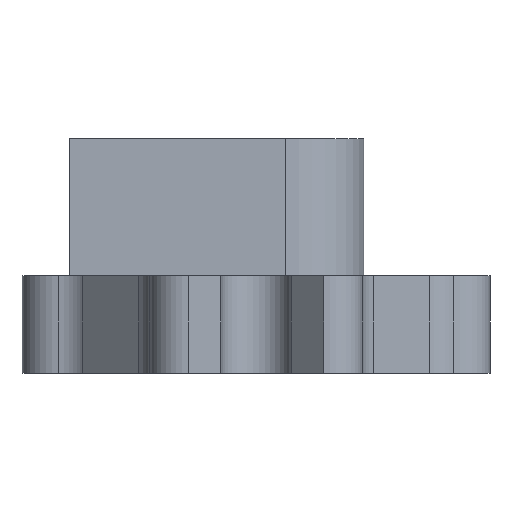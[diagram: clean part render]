
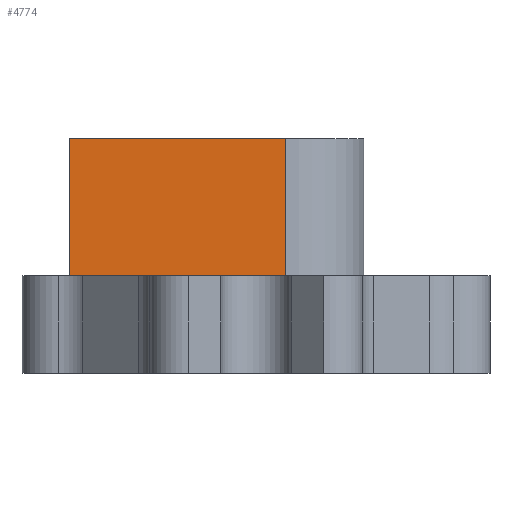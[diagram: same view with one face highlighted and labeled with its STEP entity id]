
A CAD part, front view. The second image highlights one B-rep face of the part: STEP entity #4774.
In plain terms, the highlighted planar face has unit normal (0, -1, 0).
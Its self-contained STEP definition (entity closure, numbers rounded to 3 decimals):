
#32 = PLANE('',#33);
#33 = AXIS2_PLACEMENT_3D('',#34,#35,#36);
#34 = CARTESIAN_POINT('',(-9.515,22.179,5.352
    ));
#35 = DIRECTION('',(-1.,-0.,-0.));
#36 = DIRECTION('',(0.,0.,-1.));
#97 = VERTEX_POINT('',#98);
#98 = CARTESIAN_POINT('',(-9.515,19.804,5.));
#112 = PLANE('',#113);
#113 = AXIS2_PLACEMENT_3D('',#114,#115,#116);
#114 = CARTESIAN_POINT('',(0.039,2.175,5.));
#115 = DIRECTION('',(0.,0.,1.));
#116 = DIRECTION('',(1.,0.,0.));
#124 = EDGE_CURVE('',#97,#125,#127,.T.);
#125 = VERTEX_POINT('',#126);
#126 = CARTESIAN_POINT('',(-9.515,19.804,12.));
#127 = SURFACE_CURVE('',#128,(#132,#139),.PCURVE_S1.);
#128 = LINE('',#129,#130);
#129 = CARTESIAN_POINT('',(-9.515,19.804,5.));
#130 = VECTOR('',#131,1.);
#131 = DIRECTION('',(0.,0.,1.));
#132 = PCURVE('',#32,#133);
#133 = DEFINITIONAL_REPRESENTATION('',(#134),#138);
#134 = LINE('',#135,#136);
#135 = CARTESIAN_POINT('',(0.352,2.376));
#136 = VECTOR('',#137,1.);
#137 = DIRECTION('',(-1.,0.));
#138 = ( GEOMETRIC_REPRESENTATION_CONTEXT(2) 
PARAMETRIC_REPRESENTATION_CONTEXT() REPRESENTATION_CONTEXT('2D SPACE',''
  ) );
#139 = PCURVE('',#140,#145);
#140 = PLANE('',#141);
#141 = AXIS2_PLACEMENT_3D('',#142,#143,#144);
#142 = CARTESIAN_POINT('',(-4.,19.804,8.5));
#143 = DIRECTION('',(0.,-1.,0.));
#144 = DIRECTION('',(-1.,0.,0.));
#145 = DEFINITIONAL_REPRESENTATION('',(#146),#150);
#146 = LINE('',#147,#148);
#147 = CARTESIAN_POINT('',(5.515,3.5));
#148 = VECTOR('',#149,1.);
#149 = DIRECTION('',(-0.,-1.));
#150 = ( GEOMETRIC_REPRESENTATION_CONTEXT(2) 
PARAMETRIC_REPRESENTATION_CONTEXT() REPRESENTATION_CONTEXT('2D SPACE',''
  ) );
#168 = PLANE('',#169);
#169 = AXIS2_PLACEMENT_3D('',#170,#171,#172);
#170 = CARTESIAN_POINT('',(-2.496,24.698,12.));
#171 = DIRECTION('',(0.,0.,1.));
#172 = DIRECTION('',(1.,0.,0.));
#4367 = VERTEX_POINT('',#4368);
#4368 = CARTESIAN_POINT('',(1.515,19.804,5.));
#4383 = CYLINDRICAL_SURFACE('',#4384,4.);
#4384 = AXIS2_PLACEMENT_3D('',#4385,#4386,#4387);
#4385 = CARTESIAN_POINT('',(1.515,23.804,5.));
#4386 = DIRECTION('',(0.,0.,1.));
#4387 = DIRECTION('',(0.,-1.,0.));
#4395 = EDGE_CURVE('',#97,#4367,#4396,.T.);
#4396 = SURFACE_CURVE('',#4397,(#4401,#4408),.PCURVE_S1.);
#4397 = LINE('',#4398,#4399);
#4398 = CARTESIAN_POINT('',(2.758,19.804,5.));
#4399 = VECTOR('',#4400,1.);
#4400 = DIRECTION('',(1.,0.,0.));
#4401 = PCURVE('',#112,#4402);
#4402 = DEFINITIONAL_REPRESENTATION('',(#4403),#4407);
#4403 = LINE('',#4404,#4405);
#4404 = CARTESIAN_POINT('',(2.718,17.629));
#4405 = VECTOR('',#4406,1.);
#4406 = DIRECTION('',(1.,-0.));
#4407 = ( GEOMETRIC_REPRESENTATION_CONTEXT(2) 
PARAMETRIC_REPRESENTATION_CONTEXT() REPRESENTATION_CONTEXT('2D SPACE',''
  ) );
#4408 = PCURVE('',#140,#4409);
#4409 = DEFINITIONAL_REPRESENTATION('',(#4410),#4414);
#4410 = LINE('',#4411,#4412);
#4411 = CARTESIAN_POINT('',(-6.758,3.5));
#4412 = VECTOR('',#4413,1.);
#4413 = DIRECTION('',(-1.,-0.));
#4414 = ( GEOMETRIC_REPRESENTATION_CONTEXT(2) 
PARAMETRIC_REPRESENTATION_CONTEXT() REPRESENTATION_CONTEXT('2D SPACE',''
  ) );
#4578 = EDGE_CURVE('',#4579,#125,#4581,.T.);
#4579 = VERTEX_POINT('',#4580);
#4580 = CARTESIAN_POINT('',(1.515,19.804,12.));
#4581 = SURFACE_CURVE('',#4582,(#4586,#4593),.PCURVE_S1.);
#4582 = LINE('',#4583,#4584);
#4583 = CARTESIAN_POINT('',(-0.901,19.804,12.));
#4584 = VECTOR('',#4585,1.);
#4585 = DIRECTION('',(-1.,0.,0.));
#4586 = PCURVE('',#168,#4587);
#4587 = DEFINITIONAL_REPRESENTATION('',(#4588),#4592);
#4588 = LINE('',#4589,#4590);
#4589 = CARTESIAN_POINT('',(1.594,-4.895));
#4590 = VECTOR('',#4591,1.);
#4591 = DIRECTION('',(-1.,0.));
#4592 = ( GEOMETRIC_REPRESENTATION_CONTEXT(2) 
PARAMETRIC_REPRESENTATION_CONTEXT() REPRESENTATION_CONTEXT('2D SPACE',''
  ) );
#4593 = PCURVE('',#140,#4594);
#4594 = DEFINITIONAL_REPRESENTATION('',(#4595),#4599);
#4595 = LINE('',#4596,#4597);
#4596 = CARTESIAN_POINT('',(-3.099,-3.5));
#4597 = VECTOR('',#4598,1.);
#4598 = DIRECTION('',(1.,-0.));
#4599 = ( GEOMETRIC_REPRESENTATION_CONTEXT(2) 
PARAMETRIC_REPRESENTATION_CONTEXT() REPRESENTATION_CONTEXT('2D SPACE',''
  ) );
#4774 = ADVANCED_FACE('',(#4775),#140,.T.);
#4775 = FACE_BOUND('',#4776,.T.);
#4776 = EDGE_LOOP('',(#4777,#4778,#4799,#4800));
#4777 = ORIENTED_EDGE('',*,*,#4395,.T.);
#4778 = ORIENTED_EDGE('',*,*,#4779,.T.);
#4779 = EDGE_CURVE('',#4367,#4579,#4780,.T.);
#4780 = SURFACE_CURVE('',#4781,(#4785,#4792),.PCURVE_S1.);
#4781 = LINE('',#4782,#4783);
#4782 = CARTESIAN_POINT('',(1.515,19.804,5.));
#4783 = VECTOR('',#4784,1.);
#4784 = DIRECTION('',(0.,0.,1.));
#4785 = PCURVE('',#140,#4786);
#4786 = DEFINITIONAL_REPRESENTATION('',(#4787),#4791);
#4787 = LINE('',#4788,#4789);
#4788 = CARTESIAN_POINT('',(-5.515,3.5));
#4789 = VECTOR('',#4790,1.);
#4790 = DIRECTION('',(0.,-1.));
#4791 = ( GEOMETRIC_REPRESENTATION_CONTEXT(2) 
PARAMETRIC_REPRESENTATION_CONTEXT() REPRESENTATION_CONTEXT('2D SPACE',''
  ) );
#4792 = PCURVE('',#4383,#4793);
#4793 = DEFINITIONAL_REPRESENTATION('',(#4794),#4798);
#4794 = LINE('',#4795,#4796);
#4795 = CARTESIAN_POINT('',(0.,0.));
#4796 = VECTOR('',#4797,1.);
#4797 = DIRECTION('',(0.,1.));
#4798 = ( GEOMETRIC_REPRESENTATION_CONTEXT(2) 
PARAMETRIC_REPRESENTATION_CONTEXT() REPRESENTATION_CONTEXT('2D SPACE',''
  ) );
#4799 = ORIENTED_EDGE('',*,*,#4578,.T.);
#4800 = ORIENTED_EDGE('',*,*,#124,.F.);
